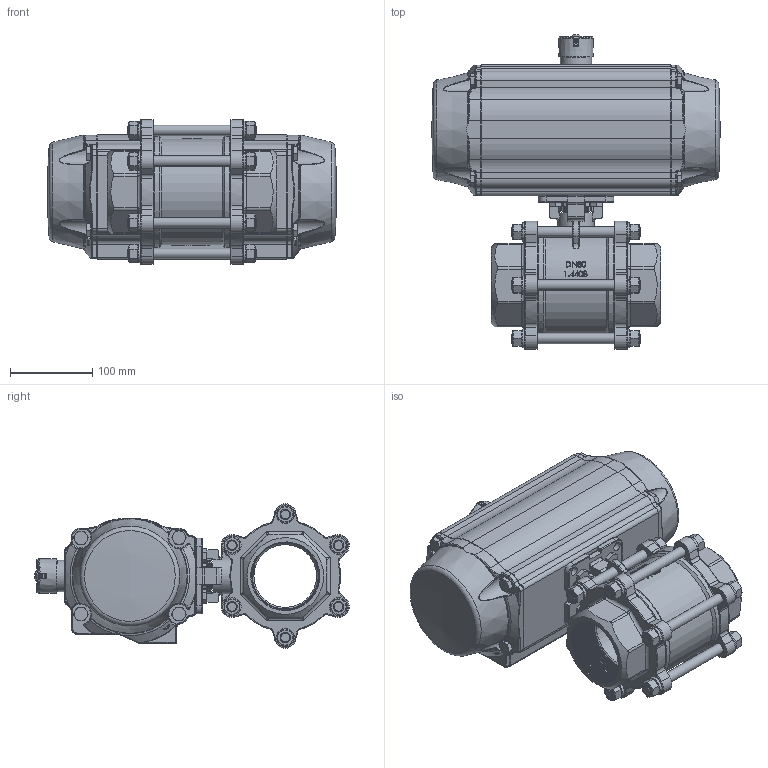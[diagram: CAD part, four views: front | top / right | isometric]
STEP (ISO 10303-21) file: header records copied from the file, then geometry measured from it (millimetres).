
FILE_DESCRIPTION(/* description */ ('Unknown'),/* implementation_level */ '2;1');
FILE_NAME(/* name */ 'FR06 9323-11',/* time_stamp */ '2022-10-25T11:41:00+02:00',/* author */ ('Unknown'),/* organization */ ('Unknown'),/* preprocessor_version */ 'ST-DEVELOPER v16.7',/* originating_system */ 'Solid Edge',/* authorisation */ 'Unknown');
FILE_SCHEMA (('AUTOMOTIVE_DESIGN {1 0 10303 214 3 1 1}'));
Length unit declared in the file: millimetre
Products named in the file (13): FR119-8.112.080; 8.112.080; Gewindestange_ M12; Körper_ 8.112.080; M8x20; DW07_FR06_(DW333_FR248); KP-125; ָʾ; 硌尨釱; 硌尨梓尨_酴伎; 指示标示(黄色）_红色; cup head nib bolts with large head gb_GB_FASTENER_BOLT_CHNBW M6X25-N; hexagon head bolts--product grade c gb_GB_FASTENER_BOLT_HHBC M10X45-N
Assembly tree (29 placements, depth 4):
  FR119-8.112.080
    8.112.080
      Gewindestange_ M12  x6
      Körper_ 8.112.080
    M8x20  x4
    DW07_FR06_(DW333_FR248)
      KP-125
      ָʾ
        硌尨釱
        硌尨梓尨_酴伎  x2
        指示标示(黄色）_红色  x2
      cup head nib bolts with large head gb_GB_FASTENER_BOLT_CHNBW M6X25-N
      hexagon head bolts--product grade c gb_GB_FASTENER_BOLT_HHBC M10X45-N  x8
Bounding box: 349.9 x 381.55 x 175.3 mm (x, y, z)
Volume: 8224464.1 mm3; surface area: 532703.5 mm2
Topology: 26 solids, 26 shells, 2210 faces, 5561 edges, 3448 vertices
Faces by surface type: plane 749, cylinder 583, bspline 456, torus 204, cone 199, sphere 19
Full cylindrical faces by diameter (mm): 3 x16, 3.3 x8, 4.2 x8, 4.66 x1, 5 x1, 6 x1, 6.2 x1, 6.8 x4, 8 x4, 8.5 x16, 10 x8, 11 x4, 11.8 x2, 12.7 x18, 14 x2, 15 x12, 30 x2, 32 x1, 38 x1, 38.5 x1, 44.46 x2, 48 x1, 76 x1, 128 x1, 134.3 x4
Entity records: 111486 total; most frequent: CARTESIAN_POINT 69720, ORIENTED_EDGE 9068, DIRECTION 7638, EDGE_CURVE 4534, VERTEX_POINT 2960, AXIS2_PLACEMENT_3D 2931, FACE_BOUND 2232, EDGE_LOOP 2209
